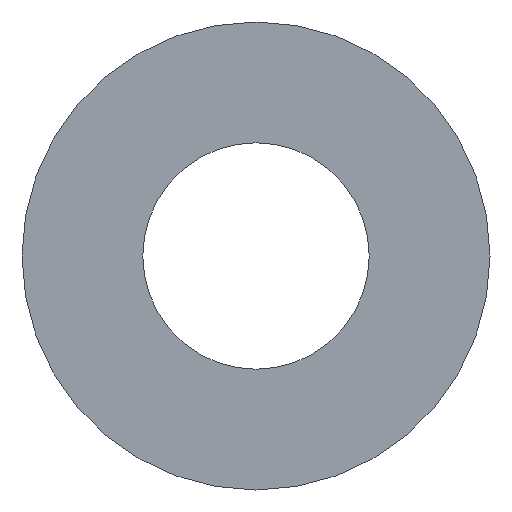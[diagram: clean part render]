
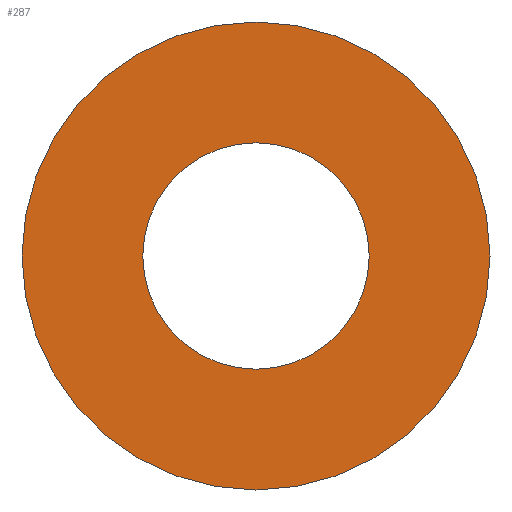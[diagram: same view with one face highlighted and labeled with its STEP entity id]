
A CAD part, left-side view. The second image highlights one B-rep face of the part: STEP entity #287.
In plain terms, the highlighted planar face has unit normal (-1, 0, 0).
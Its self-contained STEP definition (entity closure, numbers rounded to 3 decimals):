
#48=CARTESIAN_POINT('',(0.,0.,0.));
#49=DIRECTION('',(1.,0.,0.));
#50=DIRECTION('',(0.,1.,0.));
#51=AXIS2_PLACEMENT_3D('',#48,#49,#50);
#61=CARTESIAN_POINT('',(0.,0.,0.));
#62=DIRECTION('',(-1.,0.,0.));
#63=DIRECTION('',(0.,1.,0.));
#64=AXIS2_PLACEMENT_3D('',#61,#62,#63);
#122=CARTESIAN_POINT('',(0.,0.,0.));
#123=DIRECTION('',(-1.,0.,0.));
#124=DIRECTION('',(0.,1.,0.));
#125=AXIS2_PLACEMENT_3D('',#122,#123,#124);
#127=CARTESIAN_POINT('',(0.,0.,0.));
#128=DIRECTION('',(1.,0.,0.));
#129=DIRECTION('',(0.,1.,0.));
#130=AXIS2_PLACEMENT_3D('',#127,#128,#129);
#132=CARTESIAN_POINT('',(0.,6.05,0.));
#134=VERTEX_POINT('',#132);
#141=CARTESIAN_POINT('',(0.,12.5,0.));
#143=VERTEX_POINT('',#141);
#144=CARTESIAN_POINT('',(0.,-6.05,0.));
#146=VERTEX_POINT('',#144);
#153=CARTESIAN_POINT('',(0.,-12.5,0.));
#155=VERTEX_POINT('',#153);
#274=CARTESIAN_POINT('',(0.,0.,0.));
#275=DIRECTION('',(1.,0.,0.));
#276=DIRECTION('',(0.,-1.,0.));
#277=AXIS2_PLACEMENT_3D('',#274,#275,#276);
#278=PLANE('',#277);
#279=ORIENTED_EDGE('',*,*,#267,.F.);
#280=ORIENTED_EDGE('',*,*,#256,.T.);
#281=EDGE_LOOP('',(#279,#280));
#282=FACE_OUTER_BOUND('',#281,.F.);
#283=ORIENTED_EDGE('',*,*,#163,.F.);
#284=ORIENTED_EDGE('',*,*,#181,.T.);
#285=EDGE_LOOP('',(#283,#284));
#286=FACE_BOUND('',#285,.F.);
#52=CIRCLE('',#51,6.05);
#65=CIRCLE('',#64,6.05);
#126=CIRCLE('',#125,12.5);
#131=CIRCLE('',#130,12.5);
#163=EDGE_CURVE('',#134,#146,#52,.T.);
#181=EDGE_CURVE('',#134,#146,#65,.T.);
#256=EDGE_CURVE('',#143,#155,#131,.T.);
#267=EDGE_CURVE('',#143,#155,#126,.T.);
#287=ADVANCED_FACE('',(#282,#286),#278,.F.);
